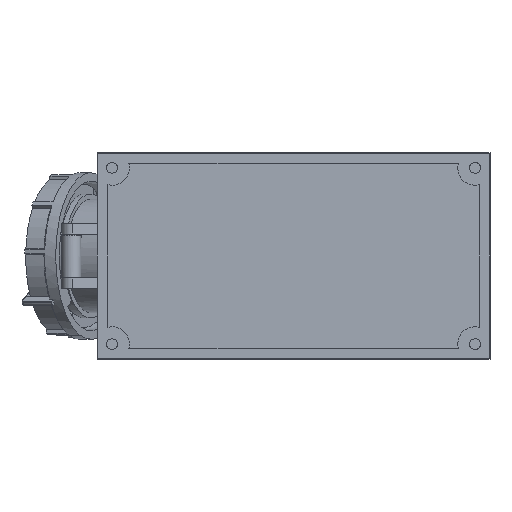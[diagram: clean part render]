
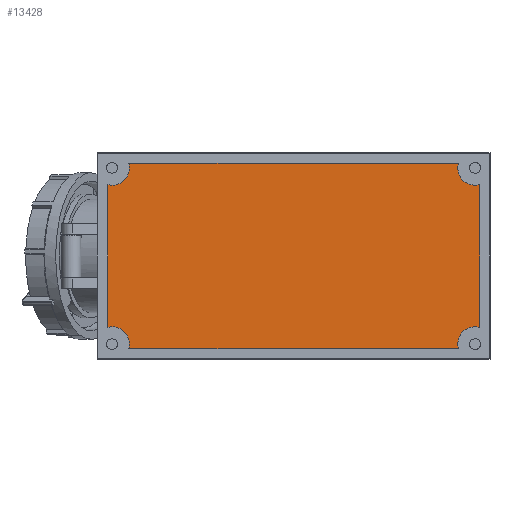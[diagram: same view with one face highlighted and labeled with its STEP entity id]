
A CAD part, front view. The second image highlights one B-rep face of the part: STEP entity #13428.
In plain terms, the highlighted planar face has unit normal (0, -1, 0).
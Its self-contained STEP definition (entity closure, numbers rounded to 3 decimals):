
#414 = EDGE_LOOP ( 'NONE', ( #28027, #20026, #1738, #31607, #28593, #2599, #15407, #8929, #1592, #37907 ) ) ;
#854 = DIRECTION ( 'NONE',  ( 1., 0., 0. ) ) ;
#972 = EDGE_CURVE ( 'NONE', #8664, #4154, #14850, .T. ) ;
#1592 = ORIENTED_EDGE ( 'NONE', *, *, #16503, .T. ) ;
#1738 = ORIENTED_EDGE ( 'NONE', *, *, #40860, .T. ) ;
#2599 = ORIENTED_EDGE ( 'NONE', *, *, #35024, .T. ) ;
#4154 = VERTEX_POINT ( 'NONE', #5673 ) ;
#4602 = CIRCLE ( 'NONE', #8146, 10. ) ;
#5673 = CARTESIAN_POINT ( 'NONE',  ( 94.318, 1., -53. ) ) ;
#5736 = CIRCLE ( 'NONE', #34115, 10. ) ;
#5927 = VERTEX_POINT ( 'NONE', #21825 ) ;
#6181 = CARTESIAN_POINT ( 'NONE',  ( -94., 1., -50.5 ) ) ;
#7951 = CARTESIAN_POINT ( 'NONE',  ( -106.5, 1., -40.818 ) ) ;
#8146 = AXIS2_PLACEMENT_3D ( 'NONE', #40790, #37466, #37244 ) ;
#8664 = VERTEX_POINT ( 'NONE', #21734 ) ;
#8832 = CARTESIAN_POINT ( 'NONE',  ( 94.318, 1., 53. ) ) ;
#8929 = ORIENTED_EDGE ( 'NONE', *, *, #40857, .T. ) ;
#8983 = CARTESIAN_POINT ( 'NONE',  ( -94.318, 1., 53. ) ) ;
#9104 = CARTESIAN_POINT ( 'NONE',  ( -104., 1., 50.5 ) ) ;
#10714 = AXIS2_PLACEMENT_3D ( 'NONE', #9104, #36187, #23104 ) ;
#10730 = DIRECTION ( 'NONE',  ( 0., 0., -1. ) ) ;
#11281 = DIRECTION ( 'NONE',  ( 0., 1., 0. ) ) ;
#11447 = DIRECTION ( 'NONE',  ( -1., 0., 0. ) ) ;
#11523 = CARTESIAN_POINT ( 'NONE',  ( -94.318, 1., -53. ) ) ;
#12787 = VERTEX_POINT ( 'NONE', #17266 ) ;
#13428 = ADVANCED_FACE ( 'NONE', ( #14394 ), #21950, .F. ) ;
#13508 = VERTEX_POINT ( 'NONE', #7951 ) ;
#13529 = DIRECTION ( 'NONE',  ( 0., 1., 0. ) ) ;
#13545 = LINE ( 'NONE', #27087, #25173 ) ;
#13862 = LINE ( 'NONE', #30491, #33757 ) ;
#14394 = FACE_OUTER_BOUND ( 'NONE', #414, .T. ) ;
#14631 = EDGE_CURVE ( 'NONE', #12787, #21928, #4602, .T. ) ;
#14850 = LINE ( 'NONE', #11523, #42028 ) ;
#15246 = CARTESIAN_POINT ( 'NONE',  ( -104., 1., -50.5 ) ) ;
#15407 = ORIENTED_EDGE ( 'NONE', *, *, #972, .T. ) ;
#16503 = EDGE_CURVE ( 'NONE', #40168, #35286, #13545, .T. ) ;
#16663 = DIRECTION ( 'NONE',  ( -1., 0., 0. ) ) ;
#17266 = CARTESIAN_POINT ( 'NONE',  ( -94.318, 1., 53. ) ) ;
#18406 = EDGE_CURVE ( 'NONE', #5927, #13508, #13862, .T. ) ;
#19117 = DIRECTION ( 'NONE',  ( 0., 1., 0. ) ) ;
#20026 = ORIENTED_EDGE ( 'NONE', *, *, #14631, .T. ) ;
#21156 = VERTEX_POINT ( 'NONE', #8832 ) ;
#21734 = CARTESIAN_POINT ( 'NONE',  ( -94.318, 1., -53. ) ) ;
#21825 = CARTESIAN_POINT ( 'NONE',  ( -106.5, 1., 40.818 ) ) ;
#21928 = VERTEX_POINT ( 'NONE', #30185 ) ;
#21950 = PLANE ( 'NONE',  #37613 ) ;
#23104 = DIRECTION ( 'NONE',  ( 1., 0., 0. ) ) ;
#23705 = DIRECTION ( 'NONE',  ( -1., 0., 0. ) ) ;
#24712 = AXIS2_PLACEMENT_3D ( 'NONE', #15246, #35209, #11447 ) ;
#25173 = VECTOR ( 'NONE', #40621, 1000. ) ;
#25628 = CIRCLE ( 'NONE', #10714, 10. ) ;
#26206 = CIRCLE ( 'NONE', #29041, 10. ) ;
#26288 = DIRECTION ( 'NONE',  ( -1., 0., 0. ) ) ;
#27087 = CARTESIAN_POINT ( 'NONE',  ( 106.5, 1., -40.818 ) ) ;
#27246 = DIRECTION ( 'NONE',  ( 0., 1., 0. ) ) ;
#27336 = CARTESIAN_POINT ( 'NONE',  ( 106.5, 1., -40.818 ) ) ;
#27708 = CARTESIAN_POINT ( 'NONE',  ( -104., 1., -50.5 ) ) ;
#28027 = ORIENTED_EDGE ( 'NONE', *, *, #28654, .T. ) ;
#28157 = DIRECTION ( 'NONE',  ( 0., 0., -1. ) ) ;
#28593 = ORIENTED_EDGE ( 'NONE', *, *, #34438, .T. ) ;
#28654 = EDGE_CURVE ( 'NONE', #21156, #12787, #42951, .T. ) ;
#28859 = CARTESIAN_POINT ( 'NONE',  ( 104., 1., -50.5 ) ) ;
#29041 = AXIS2_PLACEMENT_3D ( 'NONE', #40998, #27246, #23705 ) ;
#30185 = CARTESIAN_POINT ( 'NONE',  ( -94., 1., 50.5 ) ) ;
#30491 = CARTESIAN_POINT ( 'NONE',  ( -106.5, 1., -40.818 ) ) ;
#31607 = ORIENTED_EDGE ( 'NONE', *, *, #18406, .T. ) ;
#32061 = VERTEX_POINT ( 'NONE', #6181 ) ;
#32551 = AXIS2_PLACEMENT_3D ( 'NONE', #27708, #13529, #16663 ) ;
#33757 = VECTOR ( 'NONE', #10730, 1000. ) ;
#34115 = AXIS2_PLACEMENT_3D ( 'NONE', #28859, #19117, #39076 ) ;
#34438 = EDGE_CURVE ( 'NONE', #13508, #32061, #43129, .T. ) ;
#35024 = EDGE_CURVE ( 'NONE', #32061, #8664, #42464, .T. ) ;
#35209 = DIRECTION ( 'NONE',  ( 0., 1., 0. ) ) ;
#35286 = VERTEX_POINT ( 'NONE', #36958 ) ;
#35958 = EDGE_CURVE ( 'NONE', #35286, #21156, #26206, .T. ) ;
#36187 = DIRECTION ( 'NONE',  ( 0., 1., 0. ) ) ;
#36435 = VECTOR ( 'NONE', #26288, 1000. ) ;
#36958 = CARTESIAN_POINT ( 'NONE',  ( 106.5, 1., 40.818 ) ) ;
#37244 = DIRECTION ( 'NONE',  ( 1., 0., 0. ) ) ;
#37466 = DIRECTION ( 'NONE',  ( 0., 1., 0. ) ) ;
#37613 = AXIS2_PLACEMENT_3D ( 'NONE', #42584, #11281, #28157 ) ;
#37907 = ORIENTED_EDGE ( 'NONE', *, *, #35958, .T. ) ;
#39076 = DIRECTION ( 'NONE',  ( 1., 0., 0. ) ) ;
#40168 = VERTEX_POINT ( 'NONE', #27336 ) ;
#40621 = DIRECTION ( 'NONE',  ( 0., 0., 1. ) ) ;
#40790 = CARTESIAN_POINT ( 'NONE',  ( -104., 1., 50.5 ) ) ;
#40857 = EDGE_CURVE ( 'NONE', #4154, #40168, #5736, .T. ) ;
#40860 = EDGE_CURVE ( 'NONE', #21928, #5927, #25628, .T. ) ;
#40998 = CARTESIAN_POINT ( 'NONE',  ( 104., 1., 50.5 ) ) ;
#42028 = VECTOR ( 'NONE', #854, 1000. ) ;
#42464 = CIRCLE ( 'NONE', #24712, 10. ) ;
#42584 = CARTESIAN_POINT ( 'NONE',  ( -104., 1., -50.5 ) ) ;
#42951 = LINE ( 'NONE', #8983, #36435 ) ;
#43129 = CIRCLE ( 'NONE', #32551, 10. ) ;
